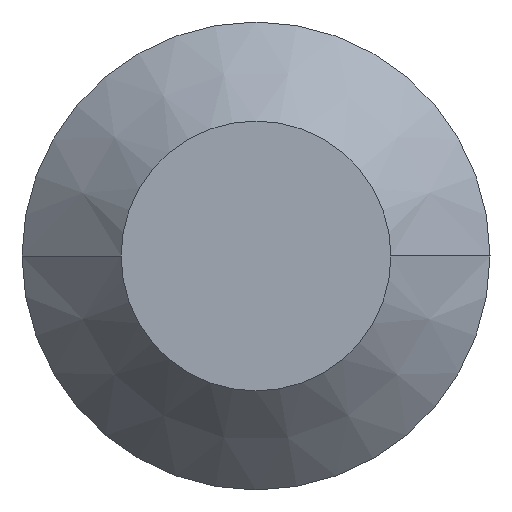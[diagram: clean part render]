
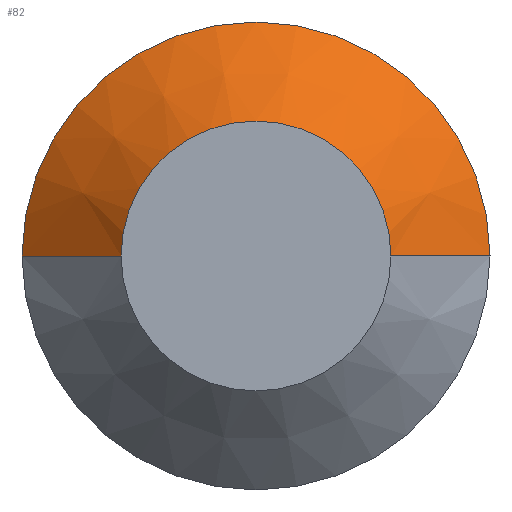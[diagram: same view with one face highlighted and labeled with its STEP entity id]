
A CAD part, left-side view. The second image highlights one B-rep face of the part: STEP entity #82.
In plain terms, the highlighted conical face has half-angle 45 degrees and reference radius 1.5 mm.
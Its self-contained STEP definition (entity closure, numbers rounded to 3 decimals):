
#4 = CONICAL_SURFACE ( 'NONE', #352, 1.5, 0.785 ) ;
#22 = CARTESIAN_POINT ( 'NONE',  ( 0.635, 1.5, 0. ) ) ;
#31 = ORIENTED_EDGE ( 'NONE', *, *, #67, .F. ) ;
#47 = EDGE_LOOP ( 'NONE', ( #396, #195, #159, #31 ) ) ;
#50 = AXIS2_PLACEMENT_3D ( 'NONE', #311, #339, #374 ) ;
#67 = EDGE_CURVE ( 'NONE', #297, #319, #325, .T. ) ;
#82 = ADVANCED_FACE ( 'NONE', ( #357 ), #4, .T. ) ;
#90 = CARTESIAN_POINT ( 'NONE',  ( 0.635, -1.5, 0. ) ) ;
#127 = CIRCLE ( 'NONE', #50, 1.5 ) ;
#136 = CARTESIAN_POINT ( 'NONE',  ( 0., 0., 0. ) ) ;
#154 = DIRECTION ( 'NONE',  ( 0., 1., 0. ) ) ;
#159 = ORIENTED_EDGE ( 'NONE', *, *, #324, .F. ) ;
#166 = VECTOR ( 'NONE', #175, 1000. ) ;
#167 = EDGE_CURVE ( 'NONE', #169, #410, #354, .T. ) ;
#169 = VERTEX_POINT ( 'NONE', #190 ) ;
#175 = DIRECTION ( 'NONE',  ( 0.707, 0.707, 0. ) ) ;
#177 = DIRECTION ( 'NONE',  ( 1., 0., 0. ) ) ;
#190 = CARTESIAN_POINT ( 'NONE',  ( 0., -0.865, 0. ) ) ;
#195 = ORIENTED_EDGE ( 'NONE', *, *, #167, .T. ) ;
#200 = AXIS2_PLACEMENT_3D ( 'NONE', #136, #243, #154 ) ;
#208 = DIRECTION ( 'NONE',  ( 0., 1., 0. ) ) ;
#210 = CARTESIAN_POINT ( 'NONE',  ( 0.635, 1.5, 0. ) ) ;
#225 = CIRCLE ( 'NONE', #200, 0.865 ) ;
#242 = DIRECTION ( 'NONE',  ( 0.707, -0.707, 0. ) ) ;
#243 = DIRECTION ( 'NONE',  ( 1., 0., 0. ) ) ;
#269 = VECTOR ( 'NONE', #242, 1000. ) ;
#297 = VERTEX_POINT ( 'NONE', #349 ) ;
#311 = CARTESIAN_POINT ( 'NONE',  ( 0.635, 0., 0. ) ) ;
#319 = VERTEX_POINT ( 'NONE', #22 ) ;
#324 = EDGE_CURVE ( 'NONE', #319, #410, #127, .T. ) ;
#325 = LINE ( 'NONE', #210, #166 ) ;
#339 = DIRECTION ( 'NONE',  ( 1., 0., 0. ) ) ;
#349 = CARTESIAN_POINT ( 'NONE',  ( 0., 0.865, 0. ) ) ;
#352 = AXIS2_PLACEMENT_3D ( 'NONE', #361, #177, #208 ) ;
#354 = LINE ( 'NONE', #404, #269 ) ;
#357 = FACE_OUTER_BOUND ( 'NONE', #47, .T. ) ;
#361 = CARTESIAN_POINT ( 'NONE',  ( 0.635, 0., 0. ) ) ;
#364 = EDGE_CURVE ( 'NONE', #297, #169, #225, .T. ) ;
#374 = DIRECTION ( 'NONE',  ( 0., 1., 0. ) ) ;
#396 = ORIENTED_EDGE ( 'NONE', *, *, #364, .T. ) ;
#404 = CARTESIAN_POINT ( 'NONE',  ( 0.635, -1.5, 0. ) ) ;
#410 = VERTEX_POINT ( 'NONE', #90 ) ;
